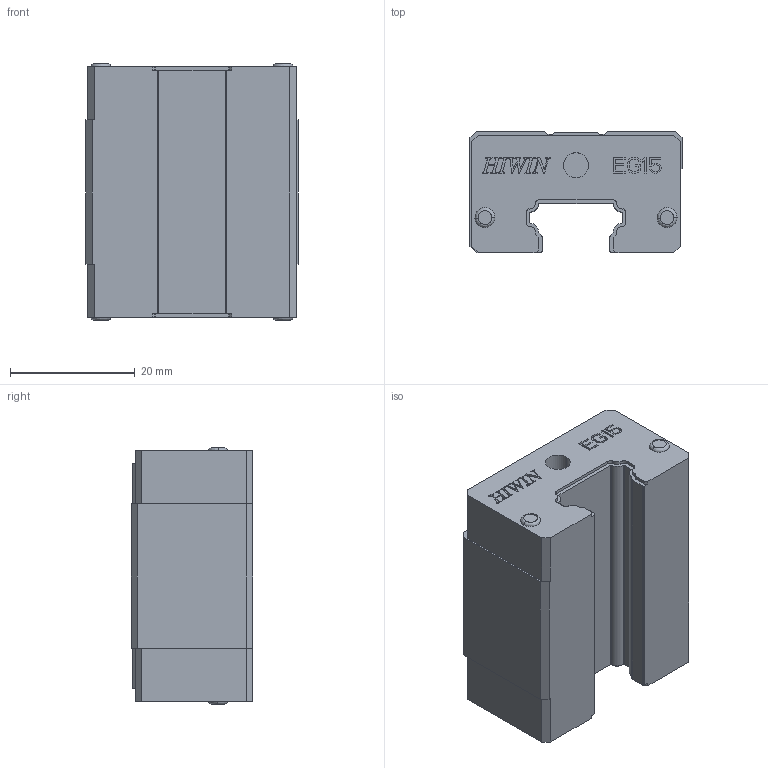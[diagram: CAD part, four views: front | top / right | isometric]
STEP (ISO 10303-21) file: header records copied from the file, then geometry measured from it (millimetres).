
FILE_DESCRIPTION (( 'STEP AP203' ), '1' );
FILE_NAME ('EGH15SA.STEP', '2007-01-12T07:50:47', ( 'HIWIN GmbH' ), ( '77654 Offenburg' ), 'SwSTEP 2.0', 'SolidWorks 2006104', '' );
FILE_SCHEMA (( 'CONFIG_CONTROL_DESIGN' ));
Length unit declared in the file: millimetre
Products named in the file (1): EGH15SA
Bounding box: 34 x 19.5 x 41.1 mm (x, y, z)
Volume: 21403.6 mm3; surface area: 6515.1 mm2
Topology: 1 solids, 1 shells, 392 faces, 1121 edges, 750 vertices
Faces by surface type: plane 263, bspline 68, cylinder 61
Entity records: 14566 total; most frequent: CARTESIAN_POINT 4580, ORIENTED_EDGE 2242, DIRECTION 1772, EDGE_CURVE 1121, VECTOR 846, LINE 846, VERTEX_POINT 750, AXIS2_PLACEMENT_3D 463
